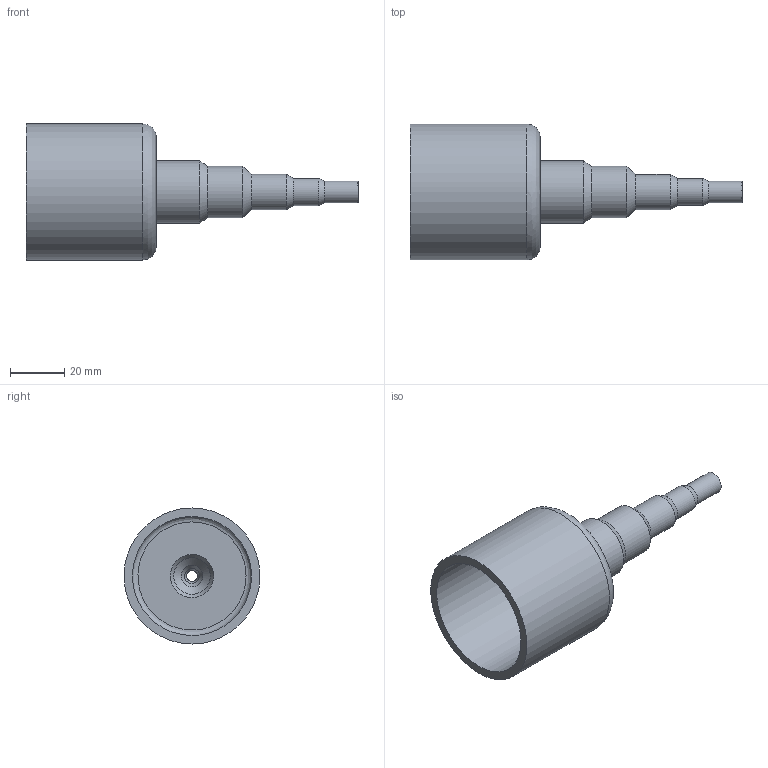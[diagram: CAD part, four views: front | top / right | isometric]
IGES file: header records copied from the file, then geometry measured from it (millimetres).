
Global section: file name: 152910; native system: Autodesk Inventor 2023; preprocessor: unknown; author: JANAN; date: 20250527.140709; units: millimetre
Bounding box: 122.65 x 50.18 x 50.25 mm (x, y, z)
Volume: 34413.6 mm3; surface area: 22978.7 mm2
Topology: 1 solids, 1 shells, 26 faces, 72 edges, 50 vertices
Faces by surface type: bspline 26
